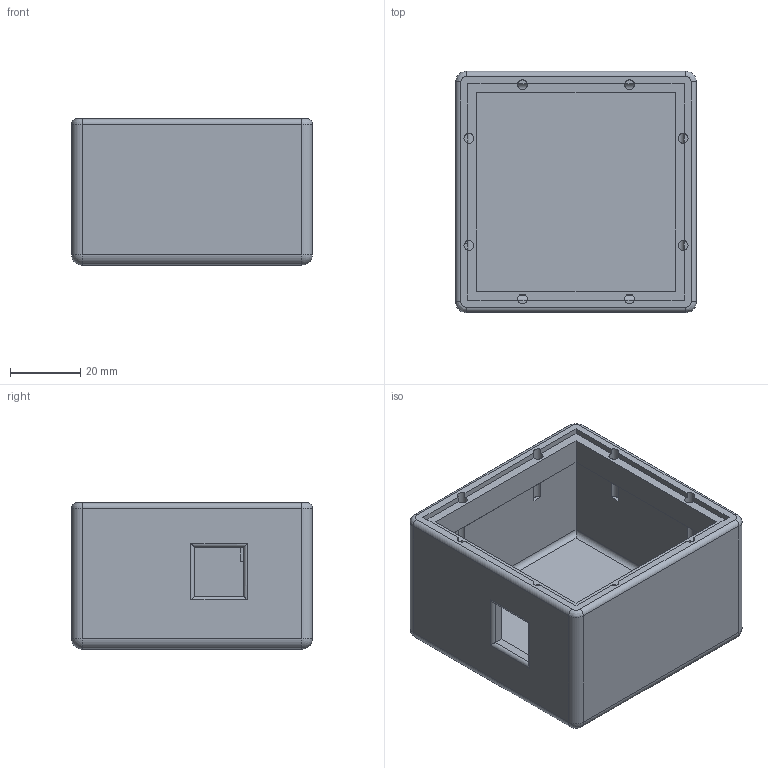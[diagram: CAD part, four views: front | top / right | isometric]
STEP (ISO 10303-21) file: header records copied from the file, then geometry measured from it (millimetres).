
FILE_DESCRIPTION(/* description */ (''),/* implementation_level */ '2;1');
FILE_NAME(/* name */ 'MainCase.stp',/* time_stamp */ '2016-12-04T18:05:12-05:00',/* author */ (''),/* organization */ (''),/* preprocessor_version */ 'ST-DEVELOPER v16.5',/* originating_system */ 'Autodesk Translation Framework v5.2.0.2920',/* authorisation */ '');
FILE_SCHEMA (('AUTOMOTIVE_DESIGN { 1 0 10303 214 3 1 1 }'));
Length unit declared in the file: millimetre
Products named in the file (1): MainCase
Bounding box: 68.58 x 68.58 x 41.6 mm (x, y, z)
Volume: 59945.2 mm3; surface area: 30009.5 mm2
Topology: 1 solids, 1 shells, 88 faces, 255 edges, 154 vertices
Faces by surface type: plane 52, cylinder 28, bspline 4, sphere 4
Full cylindrical faces by diameter (mm): 2.794 x8
Entity records: 2894 total; most frequent: CARTESIAN_POINT 522, DIRECTION 502, ORIENTED_EDGE 494, EDGE_CURVE 247, AXIS2_PLACEMENT_3D 170, LINE 162, VECTOR 162, VERTEX_POINT 154
